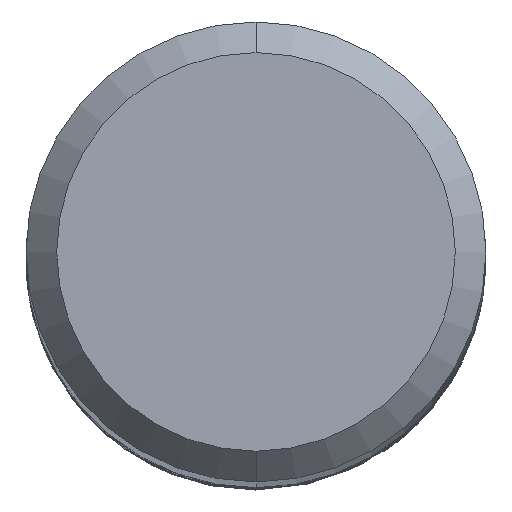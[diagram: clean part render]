
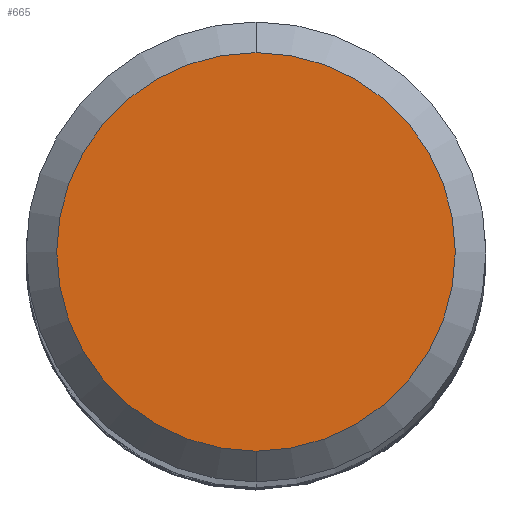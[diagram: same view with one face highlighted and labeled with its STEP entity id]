
A CAD part, top view. The second image highlights one B-rep face of the part: STEP entity #665.
In plain terms, the highlighted planar face has unit normal (0, 0, 1).
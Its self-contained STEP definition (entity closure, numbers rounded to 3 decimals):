
#665=ADVANCED_FACE('',(#1640),#1641,.T.);
#725=EDGE_CURVE('',#881,#941,#1705,.T.);
#881=VERTEX_POINT('',#1887);
#941=VERTEX_POINT('',#1954);
#1277=EDGE_CURVE('',#941,#881,#2318,.T.);
#1640=FACE_OUTER_BOUND('',#5724,.T.);
#1641=PLANE('',#5725);
#1705=CIRCLE('',#6766,2.6);
#1887=CARTESIAN_POINT('',(0.,-2.6,0.0));
#1954=CARTESIAN_POINT('',(0.0,2.6,0.0));
#2318=CIRCLE('',#14116,2.6);
#5724=EDGE_LOOP('',(#15951,#15952));
#5725=AXIS2_PLACEMENT_3D('',#15953,#15954,#15955);
#6766=AXIS2_PLACEMENT_3D('',#16000,#16001,#16002);
#14116=AXIS2_PLACEMENT_3D('',#16693,#16694,#16695);
#15951=ORIENTED_EDGE('',*,*,#1277,.F.);
#15952=ORIENTED_EDGE('',*,*,#725,.F.);
#15953=CARTESIAN_POINT('',(0.0,1.3,0.0));
#15954=DIRECTION('',(-0.0,0.0,1.0));
#15955=DIRECTION('',(0.0,-1.0,0.0));
#16000=CARTESIAN_POINT('',(0.0,0.0,0.0));
#16001=DIRECTION('',(0.0,0.0,-1.0));
#16002=DIRECTION('',(0.0,1.0,0.0));
#16693=CARTESIAN_POINT('',(0.0,0.0,0.0));
#16694=DIRECTION('',(0.0,0.0,-1.0));
#16695=DIRECTION('',(0.0,1.0,0.0));
